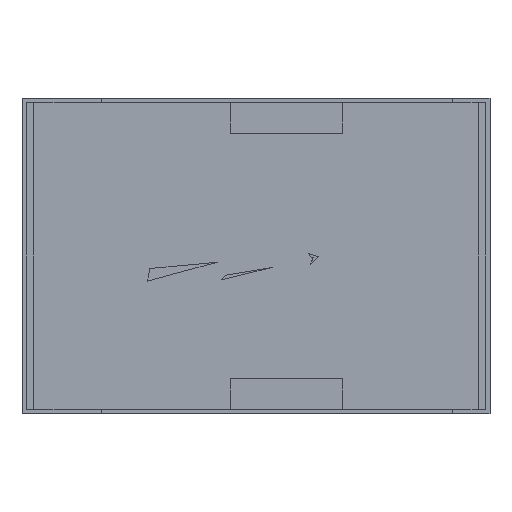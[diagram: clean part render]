
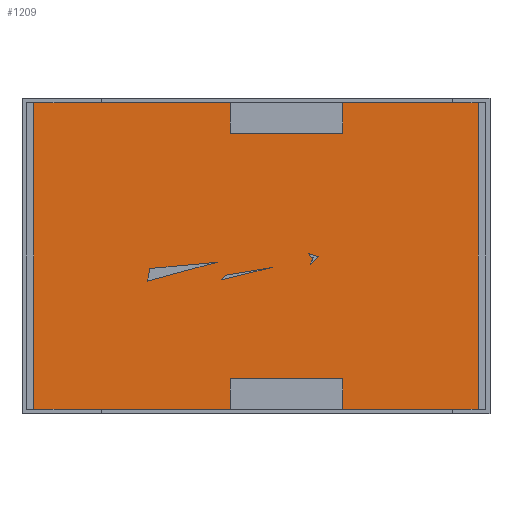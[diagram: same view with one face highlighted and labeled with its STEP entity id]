
A CAD part, left-side view. The second image highlights one B-rep face of the part: STEP entity #1209.
In plain terms, the highlighted planar face has unit normal (-1, 0, 0).
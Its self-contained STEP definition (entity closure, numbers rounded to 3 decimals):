
#425=CARTESIAN_POINT('',(87.,7.224,-8.232));
#426=VERTEX_POINT('',#425);
#435=CARTESIAN_POINT('',(87.0,8.772,-10.166));
#436=VERTEX_POINT('',#435);
#437=CARTESIAN_POINT('',(87.,7.224,-8.232));
#438=DIRECTION('',(0.0,0.625,-0.781));
#439=VECTOR('',#438,2.477);
#440=LINE('',#437,#439);
#441=EDGE_CURVE('',#426,#436,#440,.T.);
#467=CARTESIAN_POINT('',(87.,-12.936,-4.872));
#468=VERTEX_POINT('',#467);
#482=CARTESIAN_POINT('',(87.,8.772,-10.166));
#483=DIRECTION('',(0.0,-0.972,0.237));
#484=VECTOR('',#483,22.344);
#485=LINE('',#482,#484);
#486=EDGE_CURVE('',#436,#468,#485,.T.);
#496=CARTESIAN_POINT('',(87.,-29.792,-2.062));
#497=VERTEX_POINT('',#496);
#506=CARTESIAN_POINT('',(87.0,-29.176,-3.501));
#507=VERTEX_POINT('',#506);
#508=CARTESIAN_POINT('',(87.,-29.792,-2.062));
#509=DIRECTION('',(0.0,0.394,-0.919));
#510=VECTOR('',#509,1.565);
#511=LINE('',#508,#510);
#512=EDGE_CURVE('',#497,#507,#511,.T.);
#545=CARTESIAN_POINT('',(87.0,-32.916,-0.336));
#546=VERTEX_POINT('',#545);
#547=CARTESIAN_POINT('',(87.,-29.176,-3.501));
#548=DIRECTION('',(0.0,-0.763,0.646));
#549=VECTOR('',#548,4.9);
#550=LINE('',#547,#549);
#551=EDGE_CURVE('',#507,#546,#550,.T.);
#576=CARTESIAN_POINT('',(87.0,-28.4,1.054));
#577=VERTEX_POINT('',#576);
#578=CARTESIAN_POINT('',(87.,-32.916,-0.336));
#579=DIRECTION('',(0.0,0.956,0.294));
#580=VECTOR('',#579,4.725);
#581=LINE('',#578,#580);
#582=EDGE_CURVE('',#546,#577,#581,.T.);
#598=CARTESIAN_POINT('',(87.,-29.527,-0.825));
#599=VERTEX_POINT('',#598);
#615=CARTESIAN_POINT('',(87.,-28.4,1.054));
#616=DIRECTION('',(0.0,-0.514,-0.857));
#617=VECTOR('',#616,2.191);
#618=LINE('',#615,#617);
#619=EDGE_CURVE('',#577,#599,#618,.T.);
#631=CARTESIAN_POINT('',(87.,10.578,-2.666));
#632=VERTEX_POINT('',#631);
#639=CARTESIAN_POINT('',(87.0,39.331,-5.353));
#640=VERTEX_POINT('',#639);
#641=CARTESIAN_POINT('',(87.,10.578,-2.666));
#642=DIRECTION('',(0.0,0.996,-0.093));
#643=VECTOR('',#642,28.878);
#644=LINE('',#641,#643);
#645=EDGE_CURVE('',#632,#640,#644,.T.);
#678=CARTESIAN_POINT('',(87.0,40.406,-10.727));
#679=VERTEX_POINT('',#678);
#680=CARTESIAN_POINT('',(87.,39.331,-5.353));
#681=DIRECTION('',(0.0,0.196,-0.981));
#682=VECTOR('',#681,5.481);
#683=LINE('',#680,#682);
#684=EDGE_CURVE('',#640,#679,#683,.T.);
#708=CARTESIAN_POINT('',(87.,40.406,-10.727));
#709=DIRECTION('',(0.0,-0.965,0.261));
#710=VECTOR('',#709,30.898);
#711=LINE('',#708,#710);
#712=EDGE_CURVE('',#679,#632,#711,.T.);
#734=CARTESIAN_POINT('',(87.,-43.,65.5));
#735=VERTEX_POINT('',#734);
#742=CARTESIAN_POINT('',(87.0,-101.,65.5));
#743=VERTEX_POINT('',#742);
#744=CARTESIAN_POINT('',(87.,-43.,65.5));
#745=DIRECTION('',(0.0,-1.0,0.0));
#746=VECTOR('',#745,58.0);
#747=LINE('',#744,#746);
#748=EDGE_CURVE('',#735,#743,#747,.T.);
#830=CARTESIAN_POINT('',(87.0,89.0,65.5));
#831=VERTEX_POINT('',#830);
#838=CARTESIAN_POINT('',(87.,5.0,65.5));
#839=VERTEX_POINT('',#838);
#840=CARTESIAN_POINT('',(87.,89.0,65.5));
#841=DIRECTION('',(0.0,-1.0,0.0));
#842=VECTOR('',#841,84.0);
#843=LINE('',#840,#842);
#844=EDGE_CURVE('',#831,#839,#843,.T.);
#861=CARTESIAN_POINT('',(87.0,5.,52.5));
#862=VERTEX_POINT('',#861);
#863=CARTESIAN_POINT('',(87.,5.0,65.5));
#864=DIRECTION('',(0.0,0.0,-1.0));
#865=VECTOR('',#864,13.);
#866=LINE('',#863,#865);
#867=EDGE_CURVE('',#839,#862,#866,.T.);
#886=CARTESIAN_POINT('',(87.0,-43.,52.5));
#887=VERTEX_POINT('',#886);
#888=CARTESIAN_POINT('',(87.,5.,52.5));
#889=DIRECTION('',(0.0,-1.0,0.0));
#890=VECTOR('',#889,48.0);
#891=LINE('',#888,#890);
#892=EDGE_CURVE('',#862,#887,#891,.T.);
#911=CARTESIAN_POINT('',(87.,-43.,52.5));
#912=DIRECTION('',(0.0,0.0,1.0));
#913=VECTOR('',#912,13.);
#914=LINE('',#911,#913);
#915=EDGE_CURVE('',#887,#735,#914,.T.);
#926=CARTESIAN_POINT('',(87.0,-101.,-65.5));
#927=VERTEX_POINT('',#926);
#928=CARTESIAN_POINT('',(87.,-101.,65.5));
#929=DIRECTION('',(0.0,0.0,-1.0));
#930=VECTOR('',#929,131.);
#931=LINE('',#928,#930);
#932=EDGE_CURVE('',#743,#927,#931,.T.);
#957=CARTESIAN_POINT('',(87.,5.0,-65.5));
#958=VERTEX_POINT('',#957);
#965=CARTESIAN_POINT('',(87.0,89.0,-65.5));
#966=VERTEX_POINT('',#965);
#967=CARTESIAN_POINT('',(87.,89.0,-65.5));
#968=DIRECTION('',(0.0,-1.0,0.0));
#969=VECTOR('',#968,84.0);
#970=LINE('',#967,#969);
#971=EDGE_CURVE('',#958,#966,#970,.F.);
#1052=CARTESIAN_POINT('',(87.,-43.,-65.5));
#1053=VERTEX_POINT('',#1052);
#1054=CARTESIAN_POINT('',(87.,-43.,-65.5));
#1055=DIRECTION('',(0.0,-1.0,0.0));
#1056=VECTOR('',#1055,58.0);
#1057=LINE('',#1054,#1056);
#1058=EDGE_CURVE('',#927,#1053,#1057,.F.);
#1075=CARTESIAN_POINT('',(87.0,-43.,-52.5));
#1076=VERTEX_POINT('',#1075);
#1077=CARTESIAN_POINT('',(87.,-43.,-65.5));
#1078=DIRECTION('',(0.0,0.0,1.0));
#1079=VECTOR('',#1078,13.);
#1080=LINE('',#1077,#1079);
#1081=EDGE_CURVE('',#1053,#1076,#1080,.T.);
#1100=CARTESIAN_POINT('',(87.0,5.,-52.5));
#1101=VERTEX_POINT('',#1100);
#1102=CARTESIAN_POINT('',(87.,-43.0,-52.5));
#1103=DIRECTION('',(0.0,1.0,0.0));
#1104=VECTOR('',#1103,48.);
#1105=LINE('',#1102,#1104);
#1106=EDGE_CURVE('',#1076,#1101,#1105,.T.);
#1125=CARTESIAN_POINT('',(87.,5.0,-52.5));
#1126=DIRECTION('',(0.0,0.0,-1.0));
#1127=VECTOR('',#1126,13.);
#1128=LINE('',#1125,#1127);
#1129=EDGE_CURVE('',#1101,#958,#1128,.T.);
#1134=CARTESIAN_POINT('',(87.,91.0,0.0));
#1135=DIRECTION('',(1.0,0.0,0.0));
#1136=DIRECTION('',(0.0,0.0,-1.0));
#1137=AXIS2_PLACEMENT_3D('',#1134,#1135,#1136);
#1138=PLANE('',#1137);
#1139=ORIENTED_EDGE('',*,*,#844,.F.);
#1140=CARTESIAN_POINT('',(87.,89.0,-65.5));
#1141=DIRECTION('',(0.0,0.0,1.0));
#1142=VECTOR('',#1141,131.);
#1143=LINE('',#1140,#1142);
#1144=EDGE_CURVE('',#831,#966,#1143,.F.);
#1145=ORIENTED_EDGE('',*,*,#1144,.T.);
#1146=ORIENTED_EDGE('',*,*,#971,.F.);
#1147=ORIENTED_EDGE('',*,*,#1129,.F.);
#1148=ORIENTED_EDGE('',*,*,#1106,.F.);
#1149=ORIENTED_EDGE('',*,*,#1081,.F.);
#1150=ORIENTED_EDGE('',*,*,#1058,.F.);
#1151=ORIENTED_EDGE('',*,*,#932,.F.);
#1152=ORIENTED_EDGE('',*,*,#748,.F.);
#1153=ORIENTED_EDGE('',*,*,#915,.F.);
#1154=ORIENTED_EDGE('',*,*,#892,.F.);
#1155=ORIENTED_EDGE('',*,*,#867,.F.);
#1156=EDGE_LOOP('',(#1139,#1145,#1146,#1147,#1148,#1149,#1150,#1151,#1152,#1153,#1154,#1155));
#1157=FACE_OUTER_BOUND('',#1156,.T.);
#1158=CARTESIAN_POINT('',(87.,-12.936,-4.872));
#1159=DIRECTION('',(0.0,0.986,-0.164));
#1160=VECTOR('',#1159,20.438);
#1161=LINE('',#1158,#1160);
#1162=EDGE_CURVE('',#468,#426,#1161,.T.);
#1163=ORIENTED_EDGE('',*,*,#1162,.F.);
#1164=ORIENTED_EDGE('',*,*,#486,.F.);
#1165=ORIENTED_EDGE('',*,*,#441,.F.);
#1166=EDGE_LOOP('',(#1163,#1164,#1165));
#1167=FACE_BOUND('',#1166,.T.);
#1168=ORIENTED_EDGE('',*,*,#645,.F.);
#1169=ORIENTED_EDGE('',*,*,#712,.F.);
#1170=ORIENTED_EDGE('',*,*,#684,.F.);
#1171=EDGE_LOOP('',(#1168,#1169,#1170));
#1172=FACE_BOUND('',#1171,.T.);
#1173=CARTESIAN_POINT('',(87.,-29.991,-1.598));
#1174=VERTEX_POINT('',#1173);
#1175=CARTESIAN_POINT('',(87.0,-30.226,-1.99));
#1176=VERTEX_POINT('',#1175);
#1177=CARTESIAN_POINT('',(87.,-29.991,-1.598));
#1178=DIRECTION('',(0.0,-0.514,-0.857));
#1179=VECTOR('',#1178,0.457);
#1180=LINE('',#1177,#1179);
#1181=EDGE_CURVE('',#1174,#1176,#1180,.T.);
#1182=ORIENTED_EDGE('',*,*,#1181,.F.);
#1183=CARTESIAN_POINT('',(87.0,-30.415,-0.608));
#1184=VERTEX_POINT('',#1183);
#1185=CARTESIAN_POINT('',(87.,-30.415,-0.608));
#1186=DIRECTION('',(0.0,0.394,-0.919));
#1187=VECTOR('',#1186,1.077);
#1188=LINE('',#1185,#1187);
#1189=EDGE_CURVE('',#1184,#1174,#1188,.T.);
#1190=ORIENTED_EDGE('',*,*,#1189,.F.);
#1191=CARTESIAN_POINT('',(87.,-29.527,-0.825));
#1192=DIRECTION('',(0.0,-0.972,0.237));
#1193=VECTOR('',#1192,0.914);
#1194=LINE('',#1191,#1193);
#1195=EDGE_CURVE('',#599,#1184,#1194,.T.);
#1196=ORIENTED_EDGE('',*,*,#1195,.F.);
#1197=ORIENTED_EDGE('',*,*,#619,.F.);
#1198=ORIENTED_EDGE('',*,*,#582,.F.);
#1199=ORIENTED_EDGE('',*,*,#551,.F.);
#1200=ORIENTED_EDGE('',*,*,#512,.F.);
#1201=CARTESIAN_POINT('',(87.,-30.226,-1.99));
#1202=DIRECTION('',(0.0,0.986,-0.164));
#1203=VECTOR('',#1202,0.44);
#1204=LINE('',#1201,#1203);
#1205=EDGE_CURVE('',#1176,#497,#1204,.T.);
#1206=ORIENTED_EDGE('',*,*,#1205,.F.);
#1207=EDGE_LOOP('',(#1182,#1190,#1196,#1197,#1198,#1199,#1200,#1206));
#1208=FACE_BOUND('',#1207,.T.);
#1209=ADVANCED_FACE('',(#1157,#1167,#1172,#1208),#1138,.F.);
